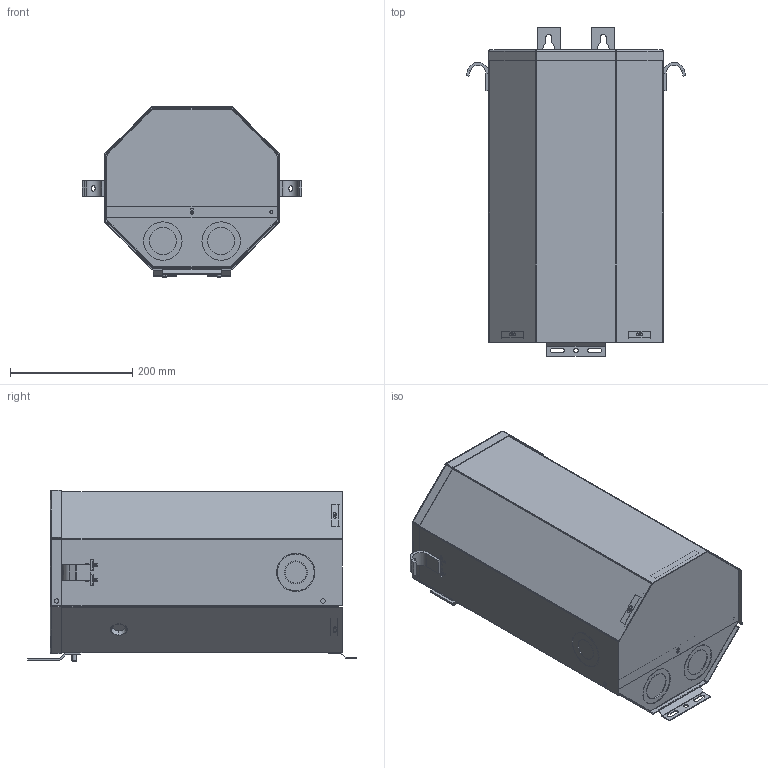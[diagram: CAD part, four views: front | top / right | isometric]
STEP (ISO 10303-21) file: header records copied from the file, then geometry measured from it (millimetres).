
FILE_DESCRIPTION (( 'STEP AP214' ), '1' );
FILE_NAME ('T211688.STEP', '2017-03-02T17:01:30', ( '' ), ( '' ), 'SwSTEP 2.0', 'SolidWorks 2017', '' );
FILE_SCHEMA (( 'AUTOMOTIVE_DESIGN' ));
Length unit declared in the file: inch
Products named in the file (12): C  4-700197-; C  1-700198-; A  1-115443-; A   -700716-; D  7-700087-; D  7-700087-  F; A  8-1430301-; C  1-700196-; D  7-700087-  R; A  1-702303-; A  1-85784-; T211688
Assembly tree (14 placements, depth 3):
  T211688
    D  7-700087-
      A  1-85784-  x2
      A  1-702303-
      D  7-700087-  R
      C  1-700196-
      A  8-1430301-  x2
      D  7-700087-  F
    A   -700716-
    A  1-115443-  x2
    C  1-700198-
    C  4-700197-
Bounding box: 358.84 x 537.15 x 279.78 mm (x, y, z)
Volume: 809499.4 mm3; surface area: 1256123.2 mm2
Topology: 13 solids, 13 shells, 647 faces, 1511 edges, 928 vertices
Faces by surface type: plane 414, cylinder 197, bspline 20, cone 12, torus 4
Entity records: 18412 total; most frequent: CARTESIAN_POINT 3983, DIRECTION 2904, ORIENTED_EDGE 2792, EDGE_CURVE 1396, VECTOR 998, LINE 998, AXIS2_PLACEMENT_3D 953, VERTEX_POINT 860
